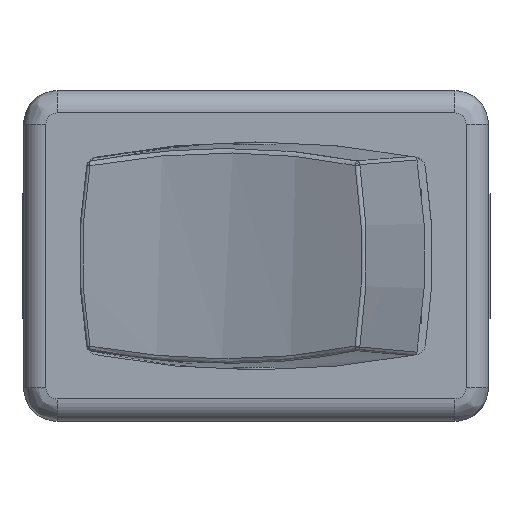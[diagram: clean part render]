
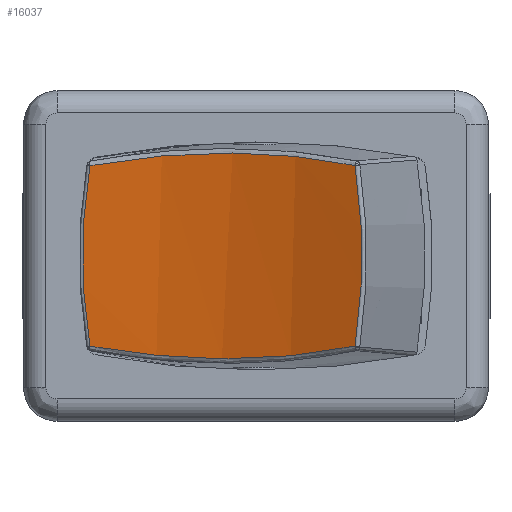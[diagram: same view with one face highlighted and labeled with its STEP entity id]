
A CAD part, top view. The second image highlights one B-rep face of the part: STEP entity #16037.
In plain terms, the highlighted cylindrical face has radius 27 mm (diameter 54 mm), a partial arc.
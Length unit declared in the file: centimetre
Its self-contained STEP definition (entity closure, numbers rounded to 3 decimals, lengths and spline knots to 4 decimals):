
#1140=FACE_OUTER_BOUND('',#2041,.T.);
#2041=EDGE_LOOP('',(#11455,#11456,#11457,#11458));
#2986=B_SPLINE_CURVE_WITH_KNOTS('',3,(#21519,#21520,#21521,#21522),
 .UNSPECIFIED.,.F.,.F.,(4,4),(0.0158,0.8276),
 .UNSPECIFIED.);
#2994=B_SPLINE_CURVE_WITH_KNOTS('',3,(#21670,#21671,#21672,#21673,#21674),
 .UNSPECIFIED.,.F.,.F.,(4,1,4),(0.0081,0.5515,1.2761),
 .UNSPECIFIED.);
#3014=B_SPLINE_CURVE_WITH_KNOTS('',3,(#21987,#21988,#21989,#21990,#21991),
 .UNSPECIFIED.,.F.,.F.,(4,1,4),(0.0081,0.5515,1.2761),
 .UNSPECIFIED.);
#3017=B_SPLINE_CURVE_WITH_KNOTS('',3,(#22053,#22054,#22055,#22056),
 .UNSPECIFIED.,.F.,.F.,(4,4),(0.0158,0.8276),
 .UNSPECIFIED.);
#7083=VERTEX_POINT('',#21310);
#7095=VERTEX_POINT('',#21518);
#7102=VERTEX_POINT('',#21615);
#7112=VERTEX_POINT('',#21824);
#8775=EDGE_CURVE('',#7083,#7095,#2986,.T.);
#8788=EDGE_CURVE('',#7102,#7083,#2994,.T.);
#8815=EDGE_CURVE('',#7095,#7112,#3014,.T.);
#8818=EDGE_CURVE('',#7112,#7102,#3017,.T.);
#11455=ORIENTED_EDGE('',*,*,#8788,.F.);
#11456=ORIENTED_EDGE('',*,*,#8818,.F.);
#11457=ORIENTED_EDGE('',*,*,#8815,.F.);
#11458=ORIENTED_EDGE('',*,*,#8775,.F.);
#15919=CYLINDRICAL_SURFACE('',#16970,2.7);
#16037=ADVANCED_FACE('',(#1140),#15919,.F.);
#16970=AXIS2_PLACEMENT_3D('',#22057,#17920,#17921);
#17920=DIRECTION('center_axis',(0.,-1.,0.));
#17921=DIRECTION('ref_axis',(0.527,0.,-0.85));
#21310=CARTESIAN_POINT('',(-0.7431,-0.4039,1.6135));
#21518=CARTESIAN_POINT('',(-0.7431,0.4039,1.6135));
#21519=CARTESIAN_POINT('Ctrl Pts',(-0.7431,-0.4039,
1.6135));
#21520=CARTESIAN_POINT('Ctrl Pts',(-0.7888,-0.1373,
1.6105));
#21521=CARTESIAN_POINT('Ctrl Pts',(-0.7888,0.1373,
1.6105));
#21522=CARTESIAN_POINT('Ctrl Pts',(-0.7431,0.4039,
1.6135));
#21615=CARTESIAN_POINT('',(0.4435,-0.4039,1.9763));
#21670=CARTESIAN_POINT('Ctrl Pts',(0.4435,-0.4039,
1.9763));
#21671=CARTESIAN_POINT('Ctrl Pts',(0.2907,-0.4357,
1.887));
#21672=CARTESIAN_POINT('Ctrl Pts',(-0.0915,-0.4803,
1.7112));
#21673=CARTESIAN_POINT('Ctrl Pts',(-0.5075,-0.4462,
1.6288));
#21674=CARTESIAN_POINT('Ctrl Pts',(-0.7431,-0.4039,
1.6135));
#21824=CARTESIAN_POINT('',(0.4435,0.4039,1.9763));
#21987=CARTESIAN_POINT('Ctrl Pts',(-0.7431,0.4039,
1.6135));
#21988=CARTESIAN_POINT('Ctrl Pts',(-0.5664,0.4357,
1.6249));
#21989=CARTESIAN_POINT('Ctrl Pts',(-0.1513,0.4803,
1.6929));
#21990=CARTESIAN_POINT('Ctrl Pts',(0.2397,0.4462,
1.8572));
#21991=CARTESIAN_POINT('Ctrl Pts',(0.4435,0.4039,1.9763));
#22053=CARTESIAN_POINT('Ctrl Pts',(0.4435,0.4039,1.9763));
#22054=CARTESIAN_POINT('Ctrl Pts',(0.4831,0.1373,
1.9994));
#22055=CARTESIAN_POINT('Ctrl Pts',(0.4831,-0.1373,
1.9994));
#22056=CARTESIAN_POINT('Ctrl Pts',(0.4435,-0.4039,
1.9763));
#22057=CARTESIAN_POINT('Origin',(-0.918,0.,
4.3078));
